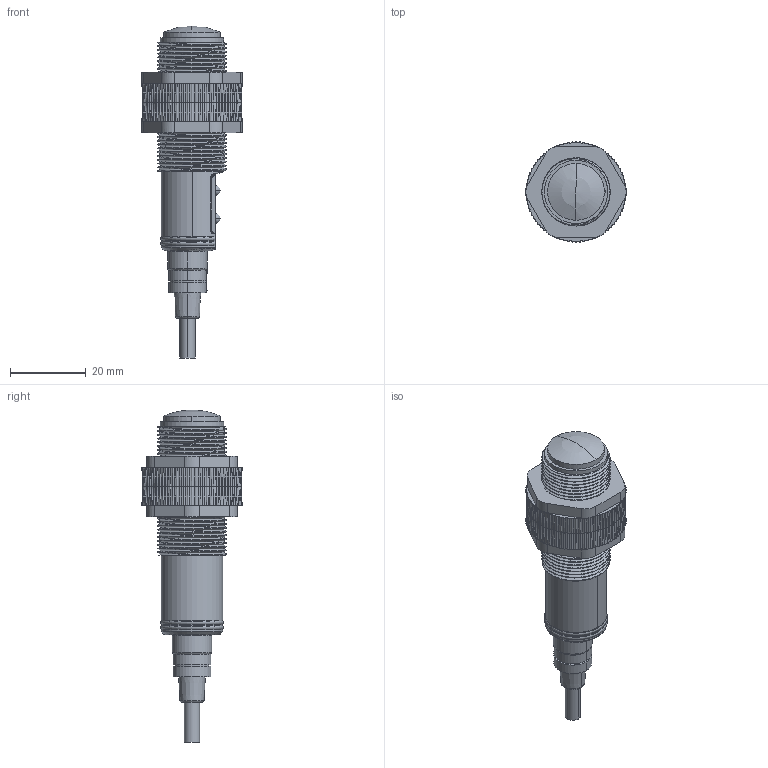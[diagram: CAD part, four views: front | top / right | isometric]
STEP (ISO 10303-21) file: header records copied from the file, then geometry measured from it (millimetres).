
FILE_DESCRIPTION((''),'2;1');
FILE_NAME('8000_SERIE_TOP_ASSY_ASM','2020-09-18T13:50:03',('jss'),(''),'CREO PARAMETRIC BY PTC INC, 2019080','CREO PARAMETRIC BY PTC INC, 2019080','');
FILE_SCHEMA(('AUTOMOTIVE_DESIGN { 1 0 10303 214 1 1 1 1 }'));
Products named in the file (7): CONTROL_BLOCK_2LED_2PTM; SENSOR_VAULT; TP_WIRE_BLOCK; TS_T4_CONTROLBLOCK; TP18-NUT; PG_J_THREAD_34; 8000_SERIE_TOP_ASSY_ASM
Assembly tree (7 placements, depth 2):
  8000_SERIE_TOP_ASSY_ASM
    CONTROL_BLOCK_2LED_2PTM
    SENSOR_VAULT
    TP_WIRE_BLOCK
    TS_T4_CONTROLBLOCK
    TP18-NUT  x2
    PG_J_THREAD_34
Bounding box: 26.48 x 26.47 x 87.59 mm (x, y, z)
Volume: 18881.6 mm3; surface area: 11000.5 mm2
Topology: 7 solids, 7 shells, 1290 faces, 3165 edges, 1909 vertices
Faces by surface type: plane 738, cylinder 329, cone 164, bspline 36, torus 17, sphere 6
Entity records: 50779 total; most frequent: CARTESIAN_POINT 24782, ORIENTED_EDGE 4122, DIRECTION 4024, EDGE_CURVE 2061, PRESENTATION_STYLE_ASSIGNMENT 1748, STYLED_ITEM 1748, CURVE_STYLE 1674, AXIS2_PLACEMENT_3D 1613
